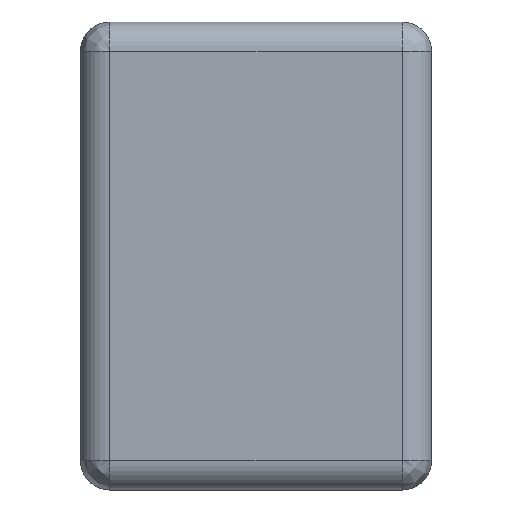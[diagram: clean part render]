
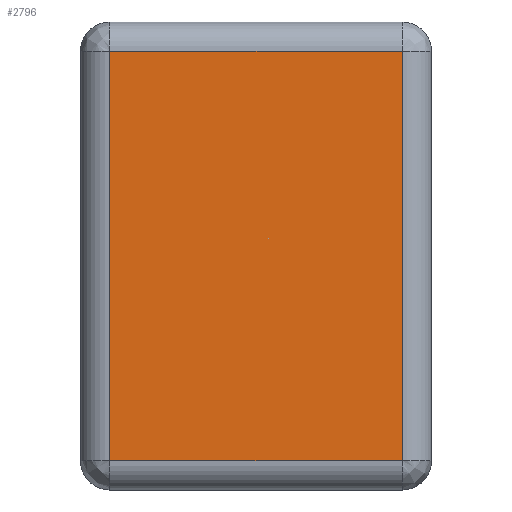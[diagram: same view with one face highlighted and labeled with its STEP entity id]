
A CAD part, left-side view. The second image highlights one B-rep face of the part: STEP entity #2796.
In plain terms, the highlighted planar face has unit normal (-1, 0, 0).
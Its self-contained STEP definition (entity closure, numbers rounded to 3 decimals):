
#351 = EDGE_CURVE ( 'NONE', #2224, #1177, #4278, .T. ) ;
#414 = CARTESIAN_POINT ( 'NONE',  ( -10., -5., -15. ) ) ;
#920 = DIRECTION ( 'NONE',  ( 0., 0., 1. ) ) ;
#923 = DIRECTION ( 'NONE',  ( -1., 0., 0. ) ) ;
#973 = PLANE ( 'NONE',  #5333 ) ;
#1041 = CARTESIAN_POINT ( 'NONE',  ( -10., -5., -16. ) ) ;
#1068 = ORIENTED_EDGE ( 'NONE', *, *, #351, .T. ) ;
#1099 = LINE ( 'NONE', #414, #5531 ) ;
#1177 = VERTEX_POINT ( 'NONE', #5499 ) ;
#1200 = VERTEX_POINT ( 'NONE', #4767 ) ;
#1403 = EDGE_CURVE ( 'NONE', #4752, #1200, #1099, .T. ) ;
#1617 = CARTESIAN_POINT ( 'NONE',  ( -10., -5., -16. ) ) ;
#1744 = DIRECTION ( 'NONE',  ( 0., 0., -1. ) ) ;
#1772 = CARTESIAN_POINT ( 'NONE',  ( -10., 5., -16. ) ) ;
#1930 = ORIENTED_EDGE ( 'NONE', *, *, #1403, .T. ) ;
#2224 = VERTEX_POINT ( 'NONE', #3379 ) ;
#2386 = CARTESIAN_POINT ( 'NONE',  ( -10., 5., -15. ) ) ;
#2438 = EDGE_CURVE ( 'NONE', #2224, #1200, #3579, .T. ) ;
#2796 = ADVANCED_FACE ( 'NONE', ( #4150 ), #973, .T. ) ;
#2922 = ORIENTED_EDGE ( 'NONE', *, *, #4962, .T. ) ;
#3379 = CARTESIAN_POINT ( 'NONE',  ( -10., -5., -1. ) ) ;
#3424 = VECTOR ( 'NONE', #4125, 1000. ) ;
#3529 = CARTESIAN_POINT ( 'NONE',  ( -10., -5., -1. ) ) ;
#3579 = LINE ( 'NONE', #1617, #3783 ) ;
#3783 = VECTOR ( 'NONE', #5229, 1000. ) ;
#4084 = EDGE_LOOP ( 'NONE', ( #4385, #1068, #2922, #1930 ) ) ;
#4125 = DIRECTION ( 'NONE',  ( 0., 1., 0. ) ) ;
#4150 = FACE_OUTER_BOUND ( 'NONE', #4084, .T. ) ;
#4278 = LINE ( 'NONE', #3529, #3424 ) ;
#4385 = ORIENTED_EDGE ( 'NONE', *, *, #2438, .F. ) ;
#4428 = VECTOR ( 'NONE', #1744, 1000. ) ;
#4455 = LINE ( 'NONE', #1772, #4428 ) ;
#4752 = VERTEX_POINT ( 'NONE', #2386 ) ;
#4767 = CARTESIAN_POINT ( 'NONE',  ( -10., -5., -15. ) ) ;
#4962 = EDGE_CURVE ( 'NONE', #1177, #4752, #4455, .T. ) ;
#5229 = DIRECTION ( 'NONE',  ( 0., 0., -1. ) ) ;
#5333 = AXIS2_PLACEMENT_3D ( 'NONE', #1041, #923, #920 ) ;
#5471 = DIRECTION ( 'NONE',  ( 0., -1., 0. ) ) ;
#5499 = CARTESIAN_POINT ( 'NONE',  ( -10., 5., -1. ) ) ;
#5531 = VECTOR ( 'NONE', #5471, 1000. ) ;
